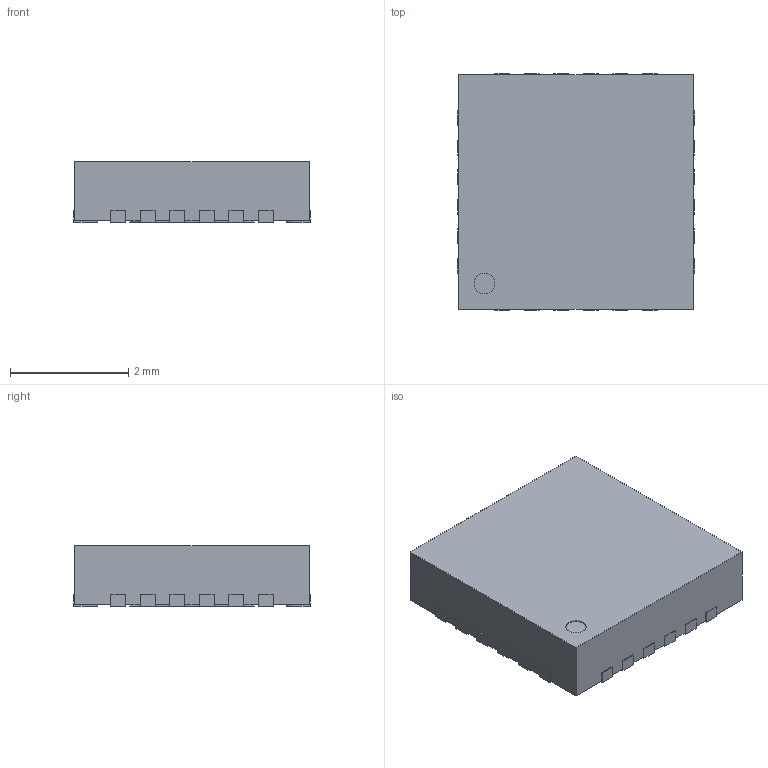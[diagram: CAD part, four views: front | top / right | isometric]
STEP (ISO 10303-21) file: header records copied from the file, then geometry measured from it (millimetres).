
FILE_DESCRIPTION(/* description */ ('model of HVQFN-24-1EP_4x4mm_P0.5mm_EP2.1x2.1mm'),/* implementation_level */ '2;1');
FILE_NAME(/* name */ 'HVQFN-24-1EP_4x4mm_P0.5mm_EP2.1x2.1mm.step',/* time_stamp */ '2021-03-04T20:50:17',/* author */ ('kicad StepUp','ksu'),/* organization */ ('FreeCAD'),/* preprocessor_version */ 'OCC',/* originating_system */ 'kicad StepUp',/* authorisation */ '');
FILE_SCHEMA(('AUTOMOTIVE_DESIGN { 1 0 10303 214 1 1 1 1 }'));
Length unit declared in the file: millimetre
Products named in the file (1): HVQFN_24_1EP_4x4mm_P05mm_EP21x21mm
Bounding box: 4 x 4 x 1.02 mm (x, y, z)
Volume: 16 mm3; surface area: 48.7 mm2
Topology: 1 solids, 1 shells, 158 faces, 462 edges, 308 vertices
Faces by surface type: plane 133, cylinder 25
Full cylindrical faces by diameter (mm): 0.35 x1
Entity records: 11212 total; most frequent: CARTESIAN_POINT 2128, DIRECTION 1604, LINE 1161, VECTOR 1161, ORIENTED_EDGE 924, PCURVE 924, DEFINITIONAL_REPRESENTATION 924, EDGE_CURVE 462
